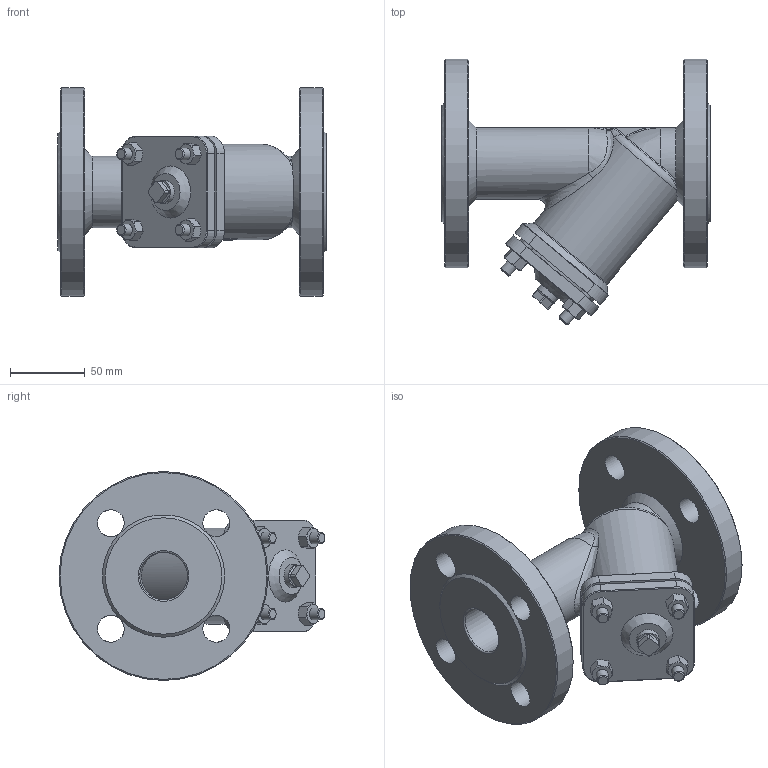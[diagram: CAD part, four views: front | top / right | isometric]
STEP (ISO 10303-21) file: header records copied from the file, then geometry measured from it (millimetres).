
FILE_DESCRIPTION(/* description */ (''),/* implementation_level */ '2;1');
FILE_NAME(/* name */ 'DN32_3D_STEP.stp',/* time_stamp */ '2025-12-18T23:22:52+03:00',/* author */ ('igorr'),/* organization */ (''),/* preprocessor_version */ 'ST-DEVELOPER v20',/* originating_system */ 'Autodesk Inventor 2025',/* authorisation */ '');
FILE_SCHEMA (('AUTOMOTIVE_DESIGN { 1 0 10303 214 3 1 1 }'));
Length unit declared in the file: millimetre
Products named in the file (3): Сборка; Деталь1; ANSI B18.2.4.2M - M8x1,25
Assembly tree (5 placements, depth 2):
  Сборка
    Деталь1
    ANSI B18.2.4.2M - M8x1,25  x4
Bounding box: 180 x 178.11 x 140 mm (x, y, z)
Volume: 947424.6 mm3; surface area: 140166.3 mm2
Topology: 5 solids, 5 shells, 317 faces, 768 edges, 467 vertices
Faces by surface type: plane 111, cone 74, cylinder 70, bspline 44, torus 16, sphere 2
Full cylindrical faces by diameter (mm): 6.647 x4, 8 x4, 15 x1, 18 x8, 32 x2, 48 x1, 64 x1, 140 x2
Entity records: 9296 total; most frequent: CARTESIAN_POINT 3149, ORIENTED_EDGE 1236, DIRECTION 1182, EDGE_CURVE 618, AXIS2_PLACEMENT_3D 475, VERTEX_POINT 380, EDGE_LOOP 280, CIRCLE 249
